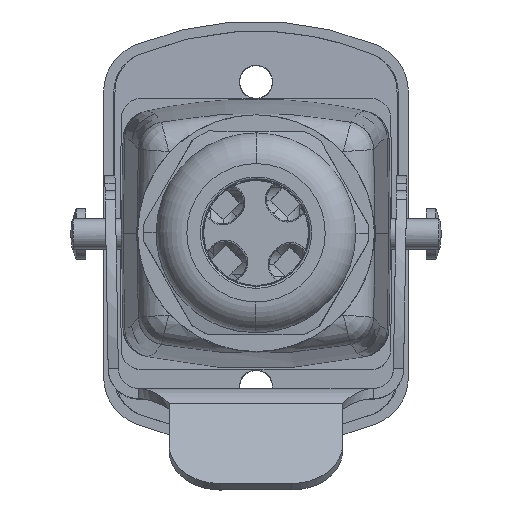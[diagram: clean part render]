
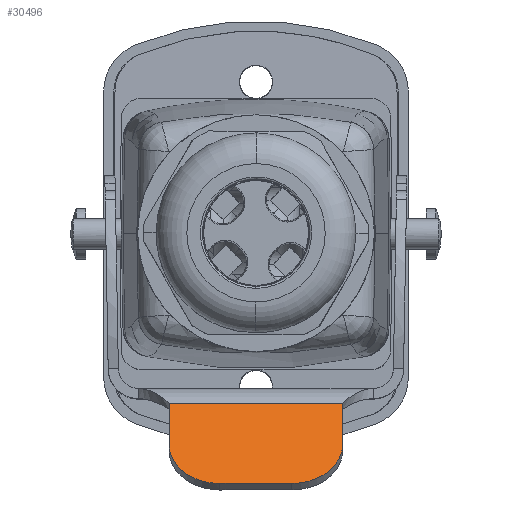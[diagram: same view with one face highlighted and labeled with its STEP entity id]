
A CAD part, top view. The second image highlights one B-rep face of the part: STEP entity #30496.
In plain terms, the highlighted planar face has unit normal (0, 0.643, 0.766).
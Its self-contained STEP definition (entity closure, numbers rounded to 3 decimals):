
#30449=AXIS2_PLACEMENT_3D('Plane Axis2P3D',#30446,#30447,#30448) ;
#29638=CARTESIAN_POINT('Vertex',(26.773,8.571,42.184)) ;
#30033=CARTESIAN_POINT('Line Origine',(26.773,6.522,43.904)) ;
#30037=CARTESIAN_POINT('Vertex',(26.773,4.473,45.623)) ;
#30072=CARTESIAN_POINT('Vertex',(9.7,8.571,42.184)) ;
#30446=CARTESIAN_POINT('Axis2P3D Location',(24.005,8.571,42.184)) ;
#30451=CARTESIAN_POINT('Line Origine',(22.505,8.571,42.184)) ;
#30456=CARTESIAN_POINT('Line Origine',(9.7,4.607,45.511)) ;
#30460=CARTESIAN_POINT('Vertex',(9.7,4.473,45.623)) ;
#30464=CARTESIAN_POINT('Control Point',(9.7,4.473,45.623)) ;
#30465=CARTESIAN_POINT('Control Point',(9.7,3.27,46.633)) ;
#30466=CARTESIAN_POINT('Control Point',(10.315,2.065,47.643)) ;
#30467=CARTESIAN_POINT('Control Point',(11.557,1.114,48.442)) ;
#30468=CARTESIAN_POINT('Control Point',(13.129,0.643,48.837)) ;
#30469=CARTESIAN_POINT('Control Point',(14.7,0.643,48.837)) ;
#30470=CARTESIAN_POINT('Vertex',(14.7,0.643,48.837)) ;
#30473=CARTESIAN_POINT('Line Origine',(22.505,0.643,48.837)) ;
#30477=CARTESIAN_POINT('Vertex',(21.773,0.643,48.837)) ;
#30481=CARTESIAN_POINT('Control Point',(21.773,0.643,48.837)) ;
#30482=CARTESIAN_POINT('Control Point',(23.344,0.643,48.837)) ;
#30483=CARTESIAN_POINT('Control Point',(24.916,1.114,48.442)) ;
#30484=CARTESIAN_POINT('Control Point',(26.158,2.065,47.643)) ;
#30485=CARTESIAN_POINT('Control Point',(26.773,3.27,46.633)) ;
#30486=CARTESIAN_POINT('Control Point',(26.773,4.473,45.623)) ;
#30034=DIRECTION('Vector Direction',(0.,-0.766,0.643)) ;
#30447=DIRECTION('Axis2P3D Direction',(0.,0.643,0.766)) ;
#30448=DIRECTION('Axis2P3D XDirection',(-1.,0.,0.)) ;
#30452=DIRECTION('Vector Direction',(-1.,0.,0.)) ;
#30457=DIRECTION('Vector Direction',(0.,-0.766,0.643)) ;
#30474=DIRECTION('Vector Direction',(-1.,0.,0.)) ;
#30035=VECTOR('Line Direction',#30034,1.) ;
#30453=VECTOR('Line Direction',#30452,1.) ;
#30458=VECTOR('Line Direction',#30457,1.) ;
#30475=VECTOR('Line Direction',#30474,1.) ;
#30489=ORIENTED_EDGE('',*,*,#30455,.F.) ;
#30490=ORIENTED_EDGE('',*,*,#30462,.T.) ;
#30491=ORIENTED_EDGE('',*,*,#30472,.T.) ;
#30492=ORIENTED_EDGE('',*,*,#30479,.T.) ;
#30493=ORIENTED_EDGE('',*,*,#30487,.F.) ;
#30494=ORIENTED_EDGE('',*,*,#30039,.F.) ;
#30496=ADVANCED_FACE('Hauptk\X2\00F6\X0\rper',(#30495),#30450,.T.) ;
#30463=B_SPLINE_CURVE_WITH_KNOTS('',5,(#30464,#30465,#30466,#30467,#30468,#30469),.UNSPECIFIED.,.F.,.U.,(6,6),(0.,7.854),.UNSPECIFIED.) ;
#30480=B_SPLINE_CURVE_WITH_KNOTS('',5,(#30481,#30482,#30483,#30484,#30485,#30486),.UNSPECIFIED.,.F.,.U.,(6,6),(7.854,15.708),.UNSPECIFIED.) ;
#30039=EDGE_CURVE('',#29639,#30038,#30036,.T.) ;
#30455=EDGE_CURVE('',#30073,#29639,#30454,.F.) ;
#30462=EDGE_CURVE('',#30073,#30461,#30459,.T.) ;
#30472=EDGE_CURVE('',#30461,#30471,#30463,.T.) ;
#30479=EDGE_CURVE('',#30471,#30478,#30476,.F.) ;
#30487=EDGE_CURVE('',#30038,#30478,#30480,.F.) ;
#30488=EDGE_LOOP('',(#30489,#30490,#30491,#30492,#30493,#30494)) ;
#30495=FACE_OUTER_BOUND('',#30488,.T.) ;
#30036=LINE('Line',#30033,#30035) ;
#30454=LINE('Line',#30451,#30453) ;
#30459=LINE('Line',#30456,#30458) ;
#30476=LINE('Line',#30473,#30475) ;
#30450=PLANE('',#30449) ;
#29639=VERTEX_POINT('',#29638) ;
#30038=VERTEX_POINT('',#30037) ;
#30073=VERTEX_POINT('',#30072) ;
#30461=VERTEX_POINT('',#30460) ;
#30471=VERTEX_POINT('',#30470) ;
#30478=VERTEX_POINT('',#30477) ;
